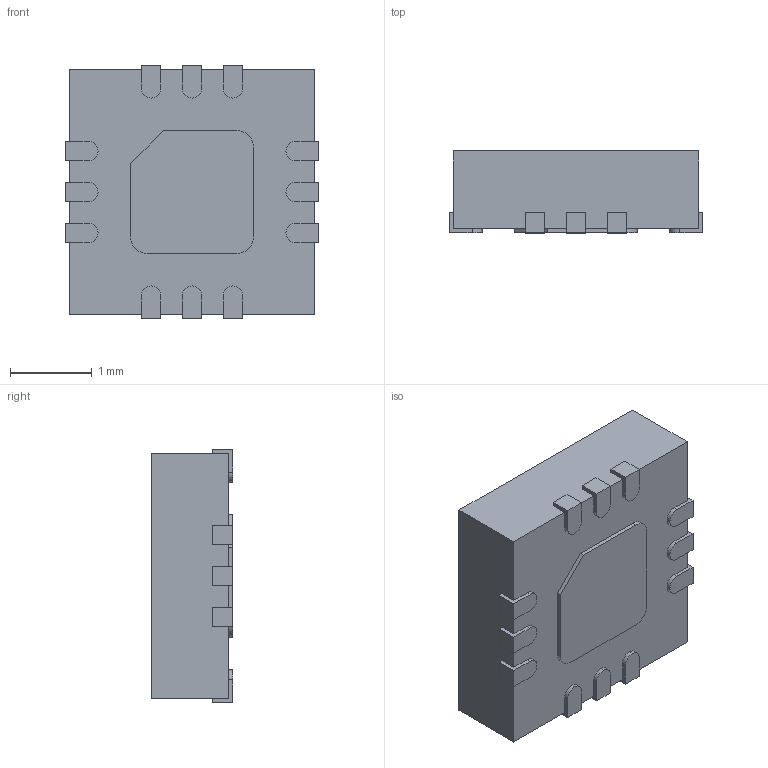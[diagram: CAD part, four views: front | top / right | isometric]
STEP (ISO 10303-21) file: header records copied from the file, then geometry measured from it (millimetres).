
FILE_DESCRIPTION (( 'STEP AP214' ), '1' );
FILE_NAME ( 'QFN13P50_300X300X100L40X24T150.step', '2019-04-20T14:20:51', ( '' ), ( '' ), 'Part was generated with the free Library Expert Lite available at www.PCBLibraries.com. Removing line will violate the End User License Agreement.', '©2017 PCB Libraries, Inc.', '' );
FILE_SCHEMA (( 'AUTOMOTIVE_DESIGN' ));
Length unit declared in the file: millimetre
Products named in the file (1): QFN13P50_300X300X100L40X24T150
Bounding box: 3.1 x 1 x 3.1 mm (x, y, z)
Volume: 8.7 mm3; surface area: 40.5 mm2
Topology: 14 solids, 14 shells, 136 faces, 318 edges, 212 vertices
Faces by surface type: plane 104, cylinder 30, torus 2
Entity records: 4399 total; most frequent: CARTESIAN_POINT 667, DIRECTION 658, ORIENTED_EDGE 636, EDGE_CURVE 318, VECTOR 252, LINE 252, VERTEX_POINT 212, AXIS2_PLACEMENT_3D 203
